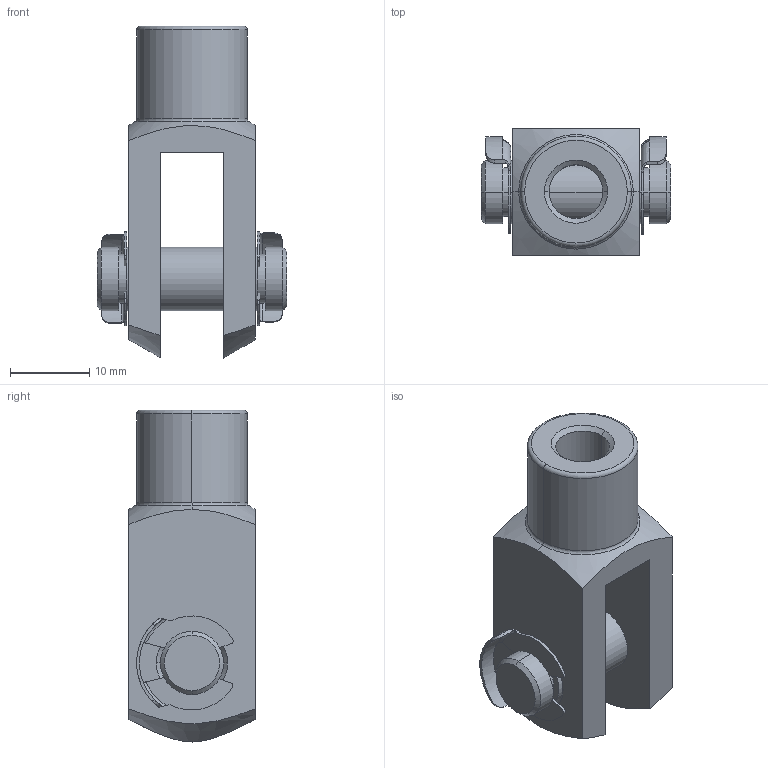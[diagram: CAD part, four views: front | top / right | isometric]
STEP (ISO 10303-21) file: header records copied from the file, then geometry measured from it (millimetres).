
FILE_DESCRIPTION (( 'STEP AP214' ), '1' );
FILE_NAME ('20 ÇB-RC.STEP', '2010-08-10T13:18:38', ( '' ), ( '' ), 'SwSTEP 2.0', 'SolidWorks 2010', '' );
FILE_SCHEMA (( 'AUTOMOTIVE_DESIGN' ));
Length unit declared in the file: millimetre
Products named in the file (4): 20  オ  ; 20  ﾇB  PﾝMﾝ; 20  KLÝPS; 20  オ-RC
Assembly tree (4 placements, depth 2):
  20  オ-RC
    20  KLÝPS  x2
    20  オ  
    20  ﾇB  PﾝMﾝ
Bounding box: 24 x 16 x 42 mm (x, y, z)
Volume: 6095.8 mm3; surface area: 4579.8 mm2
Topology: 4 solids, 4 shells, 123 faces, 305 edges, 194 vertices
Faces by surface type: cylinder 58, plane 38, cone 15, torus 12
Entity records: 2961 total; most frequent: CARTESIAN_POINT 723, DIRECTION 459, ORIENTED_EDGE 418, EDGE_CURVE 209, AXIS2_PLACEMENT_3D 188, VERTEX_POINT 132, EDGE_LOOP 97, CIRCLE 94
